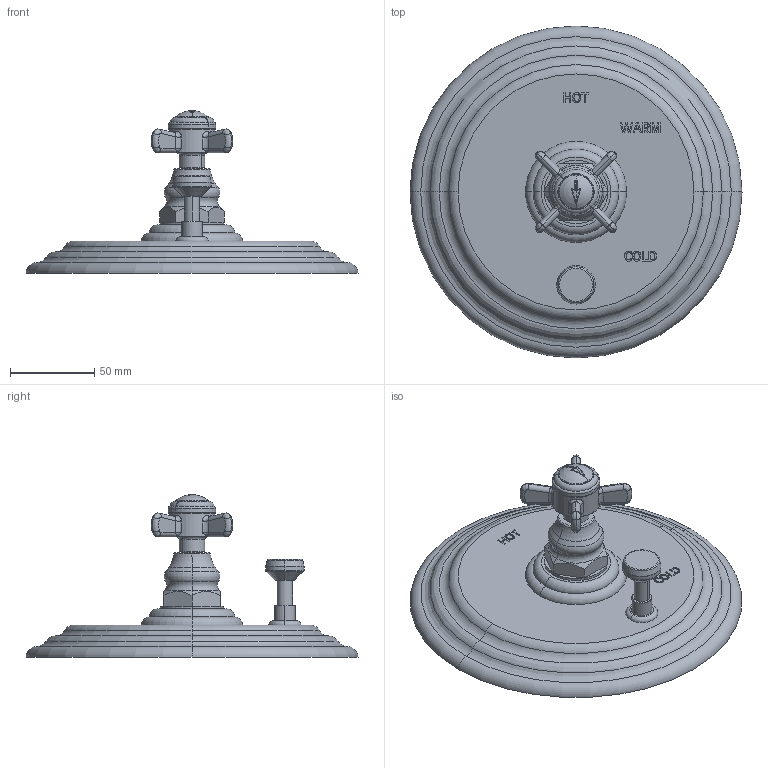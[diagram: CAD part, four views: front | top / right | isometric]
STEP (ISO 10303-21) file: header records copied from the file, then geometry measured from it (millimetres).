
FILE_DESCRIPTION((''),'2;1');
FILE_NAME('5-1002BP','2021-06-07T15:38:36',('jinson.thomas'),(''),'CREO PARAMETRIC BY PTC INC, 2018400','CREO PARAMETRIC BY PTC INC, 2018400','');
FILE_SCHEMA(('CONFIG_CONTROL_DESIGN'));
Length unit declared in the file: inch
Products named in the file (1): 5-1002BP
Bounding box: 196.85 x 196.85 x 96.42 mm (x, y, z)
Volume: 525533.3 mm3; surface area: 76890.4 mm2
Topology: 1 solids, 1 shells, 365 faces, 897 edges, 559 vertices
Faces by surface type: plane 149, extrusion 64, torus 56, bspline 44, cylinder 36, cone 10, sphere 6
Entity records: 14379 total; most frequent: CARTESIAN_POINT 6091, ORIENTED_EDGE 1790, DIRECTION 1557, EDGE_CURVE 895, VERTEX_POINT 559, AXIS2_PLACEMENT_3D 547, VECTOR 463, LINE 399
